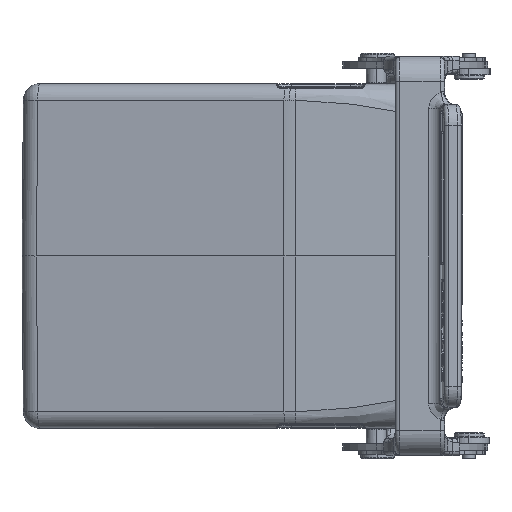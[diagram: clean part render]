
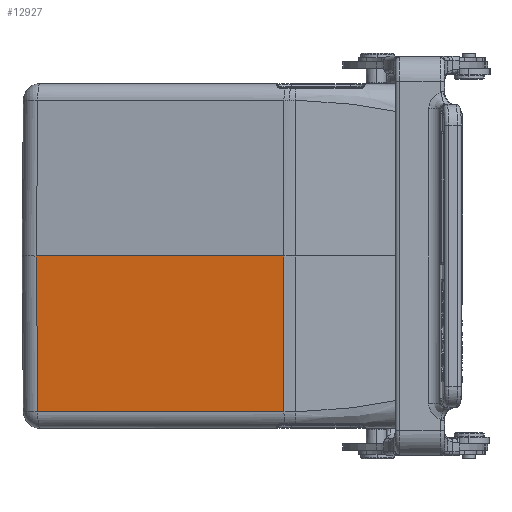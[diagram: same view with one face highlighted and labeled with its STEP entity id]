
A CAD part, left-side view. The second image highlights one B-rep face of the part: STEP entity #12927.
In plain terms, the highlighted planar face has unit normal (-0.99, 0.139, -0.009).
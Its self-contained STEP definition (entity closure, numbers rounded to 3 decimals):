
#12927=ADVANCED_FACE('',(#15688),#14006,.F.);
#14006=PLANE('',#45024);
#15688=FACE_OUTER_BOUND('',#17771,.T.);
#17771=EDGE_LOOP('',(#30963,#30964,#30965,#30966));
#19987=LINE('',#82052,#22379);
#19990=LINE('',#82077,#22382);
#20021=LINE('',#82389,#22413);
#20022=LINE('',#82391,#22414);
#22379=VECTOR('',#52078,1.);
#22382=VECTOR('',#52101,1.);
#22413=VECTOR('',#52314,1.);
#22414=VECTOR('',#52315,1.);
#30963=ORIENTED_EDGE('',*,*,#40303,.F.);
#30964=ORIENTED_EDGE('',*,*,#40399,.T.);
#30965=ORIENTED_EDGE('',*,*,#40400,.F.);
#30966=ORIENTED_EDGE('',*,*,#40312,.F.);
#35629=VERTEX_POINT('',#81183);
#35693=VERTEX_POINT('',#82051);
#35698=VERTEX_POINT('',#82078);
#35740=VERTEX_POINT('',#82390);
#40303=EDGE_CURVE('',#35693,#35629,#19987,.T.);
#40312=EDGE_CURVE('',#35629,#35698,#19990,.T.);
#40399=EDGE_CURVE('',#35693,#35740,#20021,.T.);
#40400=EDGE_CURVE('',#35698,#35740,#20022,.T.);
#45024=AXIS2_PLACEMENT_3D('',#82392,#52316,#52317);
#52078=DIRECTION('',(0.009,-0.001,-1.));
#52101=DIRECTION('',(0.139,0.99,0.));
#52314=DIRECTION('',(0.139,0.99,0.));
#52315=DIRECTION('',(-0.008,0.009,1.));
#52316=DIRECTION('',(0.99,-0.139,0.009));
#52317=DIRECTION('',(-0.139,-0.99,0.));
#81183=CARTESIAN_POINT('',(-46.48,-15.676,-37.285));
#82051=CARTESIAN_POINT('',(-46.805,-15.653,0.));
#82052=CARTESIAN_POINT('',(-46.48,-15.676,-37.285));
#82077=CARTESIAN_POINT('',(-38.201,43.231,-37.285));
#82078=CARTESIAN_POINT('',(-38.201,43.231,-37.285));
#82389=CARTESIAN_POINT('',(-38.484,43.557,0.));
#82390=CARTESIAN_POINT('',(-38.484,43.557,0.));
#82391=CARTESIAN_POINT('',(-38.484,43.557,0.));
#82392=CARTESIAN_POINT('',(-42.484,13.929,-18.642));
